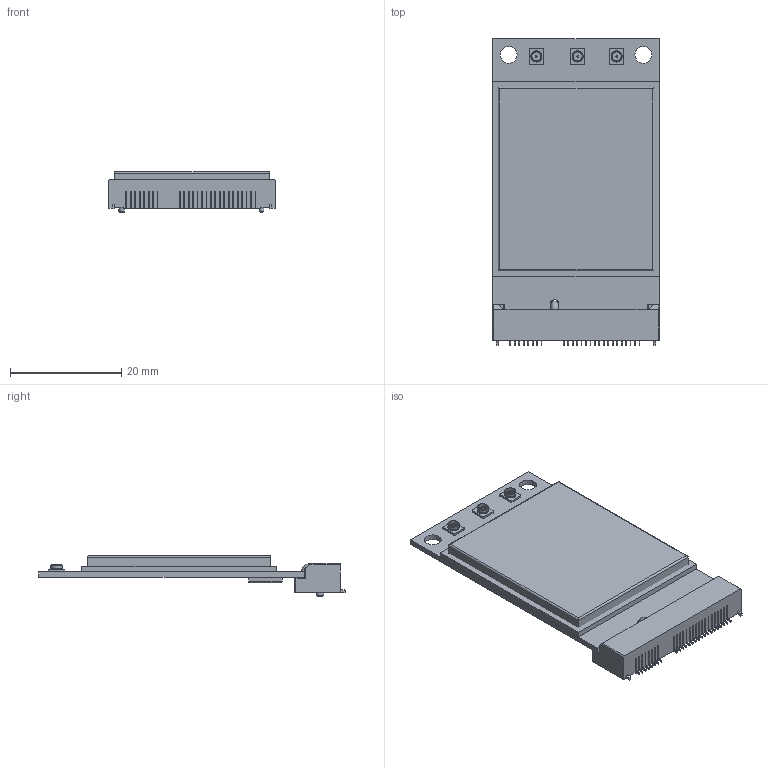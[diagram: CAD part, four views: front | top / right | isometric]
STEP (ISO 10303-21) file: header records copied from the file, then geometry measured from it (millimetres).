
FILE_DESCRIPTION(/* description */ (''),/* implementation_level */ '2;1');
FILE_NAME(/* name */ '1775862-2 con Modulo 4G.step',/* time_stamp */ '2021-05-31T15:38:38-05:00',/* author */ (''),/* organization */ (''),/* preprocessor_version */ 'ST-DEVELOPER v18.1',/* originating_system */ 'Autodesk Translation Framework v10.9.0.1377',/* authorisation */ '');
FILE_SCHEMA (('AUTOMOTIVE_DESIGN { 1 0 10303 214 3 1 1 }'));
Length unit declared in the file: millimetre
Products named in the file (13): 1775862-2 con Modulo 4G; UC20 PCI-e; UC20 PCI-e_1; Fillet079; Cut009; Cube032; Fillet078; Intel_Edison016; Intel_Edison013; Intel_Edison012; Intel_Edison018; Intel_Edison014; Intel_Edison019
Assembly tree (12 placements, depth 4):
  1775862-2 con Modulo 4G
    UC20 PCI-e
      UC20 PCI-e_1
        Fillet079
        Cut009
        Cube032
        Fillet078
        Intel_Edison016
        Intel_Edison013
        Intel_Edison012
        Intel_Edison018
        Intel_Edison014
        Intel_Edison019
Bounding box: 30 x 55.11 x 7.3 mm (x, y, z)
Volume: 6340.3 mm3; surface area: 9162.3 mm2
Topology: 5 solids, 107 shells, 1096 faces, 3253 edges, 2295 vertices
Faces by surface type: plane 634, cylinder 429, bspline 30, cone 2, torus 1
Full cylindrical faces by diameter (mm): 0.85 x1, 3 x2
Entity records: 38318 total; most frequent: CARTESIAN_POINT 7033, DIRECTION 6408, ORIENTED_EDGE 6104, EDGE_CURVE 3253, VERTEX_POINT 2295, LINE 2276, VECTOR 2276, AXIS2_PLACEMENT_3D 2066
